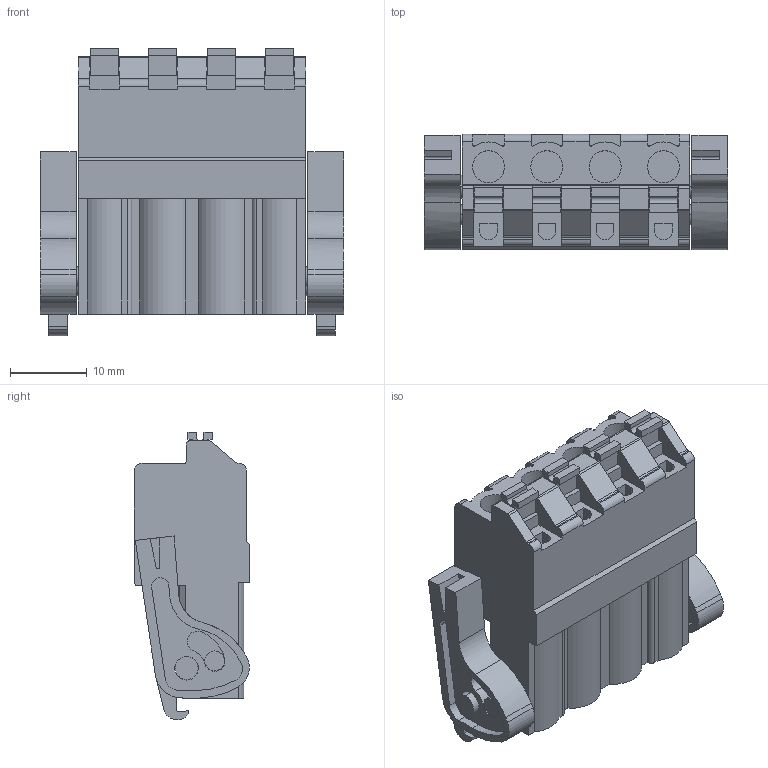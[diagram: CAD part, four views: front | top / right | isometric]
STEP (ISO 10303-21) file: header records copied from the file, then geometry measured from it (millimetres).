
FILE_DESCRIPTION(('CATIA V5 STEP Exchange','CAx-IF Rec.Pracs.--- Model Styling and Organization---1.4--- 2014-01-23'),'2;1');
FILE_NAME ('D1447611_0_1043770000_1043770000.stp','2020-10-21T09:39:41+00:00',('none'),('Weidmueller'),'CATIA Version 5-6 Release 2016 SP3 HF44','CATIA V5 STEP AP214','none');
FILE_SCHEMA(('AUTOMOTIVE_DESIGN { 1 0 10303 214 1 1 1 1 }'));
Length unit declared in the file: millimetre
Products named in the file (1): 1043770000
Bounding box: 39.66 x 15.05 x 37.58 mm (x, y, z)
Volume: 9208.4 mm3; surface area: 8116.7 mm2
Topology: 11 solids, 11 shells, 556 faces, 1568 edges, 1054 vertices
Faces by surface type: plane 411, cylinder 143, extrusion 2
Entity records: 17714 total; most frequent: CARTESIAN_POINT 3782, ORIENTED_EDGE 3136, DIRECTION 2166, EDGE_CURVE 1568, VECTOR 1240, LINE 1238, VERTEX_POINT 1054, AXIS2_PLACEMENT_3D 594
